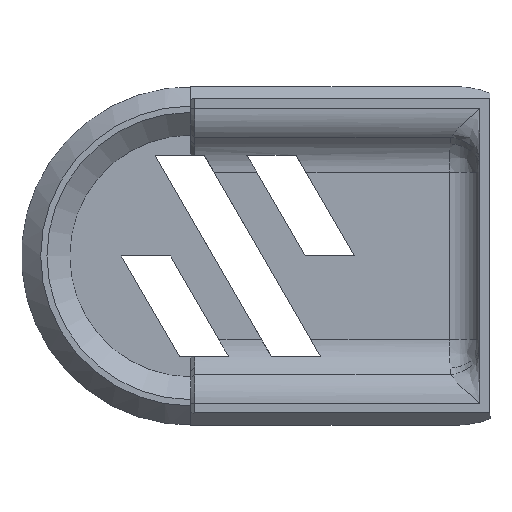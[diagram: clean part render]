
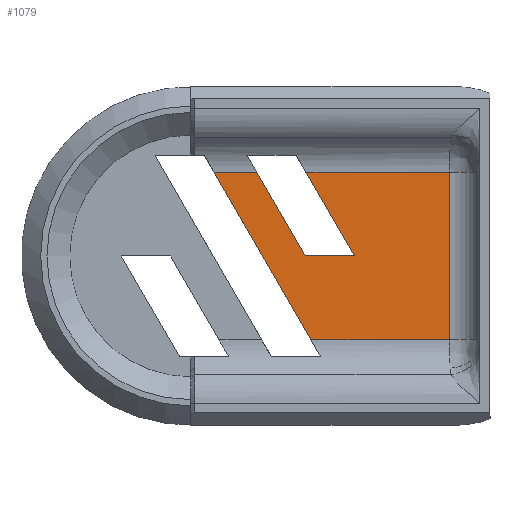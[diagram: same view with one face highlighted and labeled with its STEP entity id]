
A CAD part, front view. The second image highlights one B-rep face of the part: STEP entity #1079.
In plain terms, the highlighted planar face has unit normal (0, -1, 0).
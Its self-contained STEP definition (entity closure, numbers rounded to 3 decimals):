
#58 = CARTESIAN_POINT ( 'NONE',  ( -30.666, 45.237, 39.908 ) ) ;
#78 = EDGE_LOOP ( 'NONE', ( #375, #133, #2255, #85, #2168, #2323, #1371, #1906 ) ) ;
#85 = ORIENTED_EDGE ( 'NONE', *, *, #2114, .T. ) ;
#98 = LINE ( 'NONE', #1068, #442 ) ;
#115 = VECTOR ( 'NONE', #1370, 1000. ) ;
#116 = EDGE_CURVE ( 'NONE', #2197, #174, #1601, .T. ) ;
#131 = AXIS2_PLACEMENT_3D ( 'NONE', #824, #429, #1390 ) ;
#133 = ORIENTED_EDGE ( 'NONE', *, *, #116, .T. ) ;
#174 = VERTEX_POINT ( 'NONE', #1735 ) ;
#213 = EDGE_CURVE ( 'NONE', #687, #535, #345, .T. ) ;
#345 = LINE ( 'NONE', #1674, #424 ) ;
#359 = VECTOR ( 'NONE', #2062, 1000. ) ;
#367 = CARTESIAN_POINT ( 'NONE',  ( -49.786, 45.237, 39.908 ) ) ;
#375 = ORIENTED_EDGE ( 'NONE', *, *, #2172, .T. ) ;
#399 = VERTEX_POINT ( 'NONE', #367 ) ;
#401 = DIRECTION ( 'NONE',  ( 0.5, 0., -0.866 ) ) ;
#424 = VECTOR ( 'NONE', #490, 1000. ) ;
#429 = DIRECTION ( 'NONE',  ( 0., 1., 0. ) ) ;
#442 = VECTOR ( 'NONE', #725, 1000. ) ;
#484 = LINE ( 'NONE', #1785, #1769 ) ;
#490 = DIRECTION ( 'NONE',  ( -1., 0., 0. ) ) ;
#535 = VERTEX_POINT ( 'NONE', #794 ) ;
#554 = VECTOR ( 'NONE', #1749, 1000. ) ;
#649 = EDGE_CURVE ( 'NONE', #174, #2048, #484, .T. ) ;
#659 = DIRECTION ( 'NONE',  ( 0.5, 0., -0.866 ) ) ;
#687 = VERTEX_POINT ( 'NONE', #1959 ) ;
#697 = EDGE_CURVE ( 'NONE', #535, #399, #98, .T. ) ;
#725 = DIRECTION ( 'NONE',  ( -0.5, 0., 0.866 ) ) ;
#753 = CARTESIAN_POINT ( 'NONE',  ( -56.347, 45.237, 39.908 ) ) ;
#768 = EDGE_CURVE ( 'NONE', #937, #979, #2058, .T. ) ;
#794 = CARTESIAN_POINT ( 'NONE',  ( -44.992, 45.237, 31.605 ) ) ;
#824 = CARTESIAN_POINT ( 'NONE',  ( -56.347, 45.237, 63.21 ) ) ;
#937 = VERTEX_POINT ( 'NONE', #1159 ) ;
#979 = VERTEX_POINT ( 'NONE', #1868 ) ;
#1002 = EDGE_CURVE ( 'NONE', #399, #937, #1333, .T. ) ;
#1068 = CARTESIAN_POINT ( 'NONE',  ( -61.516, 45.237, 60.225 ) ) ;
#1079 = ADVANCED_FACE ( 'NONE', ( #1369 ), #2103, .F. ) ;
#1159 = CARTESIAN_POINT ( 'NONE',  ( -54.024, 45.237, 39.908 ) ) ;
#1179 = CARTESIAN_POINT ( 'NONE',  ( -56.347, 45.237, 23.302 ) ) ;
#1333 = LINE ( 'NONE', #753, #359 ) ;
#1363 = LINE ( 'NONE', #1179, #554 ) ;
#1369 = FACE_OUTER_BOUND ( 'NONE', #78, .T. ) ;
#1370 = DIRECTION ( 'NONE',  ( 0., 0., 1. ) ) ;
#1371 = ORIENTED_EDGE ( 'NONE', *, *, #1002, .T. ) ;
#1390 = DIRECTION ( 'NONE',  ( 0., 0., 1. ) ) ;
#1426 = LINE ( 'NONE', #2318, #1851 ) ;
#1601 = LINE ( 'NONE', #58, #115 ) ;
#1631 = VECTOR ( 'NONE', #401, 1000. ) ;
#1674 = CARTESIAN_POINT ( 'NONE',  ( -56.347, 45.237, 31.605 ) ) ;
#1735 = CARTESIAN_POINT ( 'NONE',  ( -30.666, 45.237, 39.908 ) ) ;
#1749 = DIRECTION ( 'NONE',  ( 1., 0., 0. ) ) ;
#1769 = VECTOR ( 'NONE', #1812, 1000. ) ;
#1785 = CARTESIAN_POINT ( 'NONE',  ( -56.347, 45.237, 39.908 ) ) ;
#1812 = DIRECTION ( 'NONE',  ( -1., 0., 0. ) ) ;
#1851 = VECTOR ( 'NONE', #659, 1000. ) ;
#1868 = CARTESIAN_POINT ( 'NONE',  ( -44.436, 45.237, 23.302 ) ) ;
#1906 = ORIENTED_EDGE ( 'NONE', *, *, #768, .T. ) ;
#1959 = CARTESIAN_POINT ( 'NONE',  ( -40.119, 45.237, 31.605 ) ) ;
#1989 = CARTESIAN_POINT ( 'NONE',  ( -44.913, 45.237, 39.908 ) ) ;
#2048 = VERTEX_POINT ( 'NONE', #1989 ) ;
#2058 = LINE ( 'NONE', #2267, #1631 ) ;
#2062 = DIRECTION ( 'NONE',  ( -1., 0., 0. ) ) ;
#2103 = PLANE ( 'NONE',  #131 ) ;
#2114 = EDGE_CURVE ( 'NONE', #2048, #687, #1426, .T. ) ;
#2168 = ORIENTED_EDGE ( 'NONE', *, *, #213, .T. ) ;
#2172 = EDGE_CURVE ( 'NONE', #979, #2197, #1363, .T. ) ;
#2197 = VERTEX_POINT ( 'NONE', #2359 ) ;
#2255 = ORIENTED_EDGE ( 'NONE', *, *, #649, .T. ) ;
#2267 = CARTESIAN_POINT ( 'NONE',  ( -64.695, 45.237, 58.39 ) ) ;
#2318 = CARTESIAN_POINT ( 'NONE',  ( -57.862, 45.237, 62.335 ) ) ;
#2323 = ORIENTED_EDGE ( 'NONE', *, *, #697, .T. ) ;
#2359 = CARTESIAN_POINT ( 'NONE',  ( -30.666, 45.237, 23.302 ) ) ;
